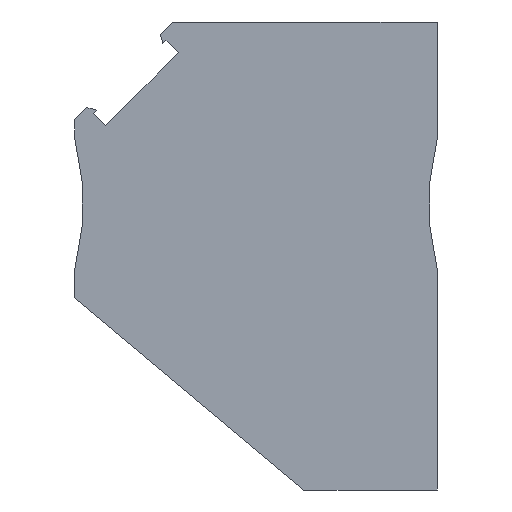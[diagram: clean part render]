
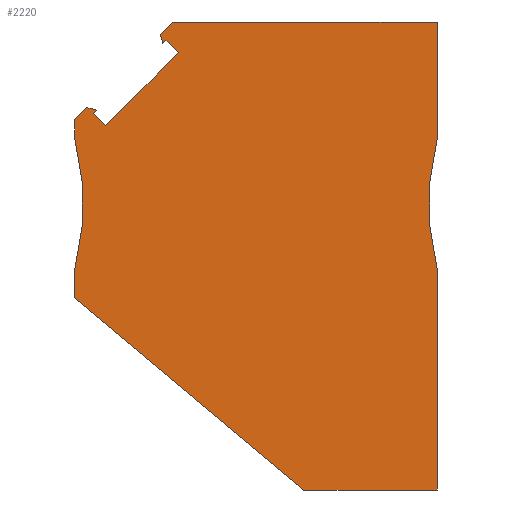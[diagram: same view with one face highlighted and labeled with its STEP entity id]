
A CAD part, left-side view. The second image highlights one B-rep face of the part: STEP entity #2220.
In plain terms, the highlighted face is planar.
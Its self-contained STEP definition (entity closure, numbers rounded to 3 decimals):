
#60=CARTESIAN_POINT('',(89.712,-19.119,43.22));
#70=DIRECTION('',(-0.707,0.707,0.));
#80=VECTOR('',#70,1.);
#90=LINE('',#60,#80);
#100=CARTESIAN_POINT('',(8.074,62.519,43.22));
#110=VERTEX_POINT('',#100);
#120=CARTESIAN_POINT('',(7.882,62.711,43.22));
#130=VERTEX_POINT('',#120);
#140=EDGE_CURVE('',#110,#130,#90,.T.);
#530=CARTESIAN_POINT('',(-5.971,63.85,43.22));
#540=DIRECTION('',(1.,0.,0.));
#550=VECTOR('',#540,1.);
#560=LINE('',#530,#550);
#570=CARTESIAN_POINT('',(-8.807,63.85,43.22));
#580=VERTEX_POINT('',#570);
#590=CARTESIAN_POINT('',(7.493,63.85,43.22));
#600=VERTEX_POINT('',#590);
#610=EDGE_CURVE('',#580,#600,#560,.T.);
#950=CARTESIAN_POINT('',(-0.008,40.55,43.22));
#960=DIRECTION('',(0.,0.,1.));
#970=DIRECTION('',(1.,0.,0.));
#980=AXIS2_PLACEMENT_3D('',#950,#960,#970);
#990=PLANE('',#980);
#1000=CARTESIAN_POINT('',(29.493,52.65,43.22));
#1010=DIRECTION('',(0.,0.,1.));
#1020=DIRECTION('',(1.,0.,0.));
#1030=AXIS2_PLACEMENT_3D('',#1000,#1010,#1020);
#1040=CIRCLE('',#1030,16.5);
#1050=CARTESIAN_POINT('',(13.493,56.681,43.22));
#1060=VERTEX_POINT('',#1050);
#1070=CARTESIAN_POINT('',(13.493,48.619,43.22));
#1080=VERTEX_POINT('',#1070);
#1090=EDGE_CURVE('',#1060,#1080,#1040,.T.);
#1100=ORIENTED_EDGE('',*,*,#1090,.T.);
#1110=CARTESIAN_POINT('',(13.493,-19.119,43.22));
#1120=DIRECTION('',(0.,-1.,0.));
#1130=VECTOR('',#1120,1.);
#1140=LINE('',#1110,#1130);
#1150=CARTESIAN_POINT('',(13.493,57.85,43.22));
#1160=VERTEX_POINT('',#1150);
#1170=EDGE_CURVE('',#1160,#1060,#1140,.T.);
#1180=ORIENTED_EDGE('',*,*,#1170,.T.);
#1190=CARTESIAN_POINT('',(90.462,-19.119,43.22));
#1200=DIRECTION('',(0.707,-0.707,0.));
#1210=VECTOR('',#1200,1.);
#1220=LINE('',#1190,#1210);
#1230=CARTESIAN_POINT('',(12.753,58.59,43.22));
#1240=VERTEX_POINT('',#1230);
#1250=EDGE_CURVE('',#1240,#1160,#1220,.T.);
#1260=ORIENTED_EDGE('',*,*,#1250,.T.);
#1270=CARTESIAN_POINT('',(-5.971,53.573,43.22));
#1280=DIRECTION('',(0.966,0.259,0.));
#1290=VECTOR('',#1280,1.);
#1300=LINE('',#1270,#1290);
#1310=CARTESIAN_POINT('',(12.162,58.432,43.22));
#1320=VERTEX_POINT('',#1310);
#1330=EDGE_CURVE('',#1320,#1240,#1300,.T.);
#1340=ORIENTED_EDGE('',*,*,#1330,.T.);
#1350=CARTESIAN_POINT('',(89.712,-19.119,43.22));
#1360=DIRECTION('',(-0.707,0.707,0.));
#1370=VECTOR('',#1360,1.);
#1380=LINE('',#1350,#1370);
#1390=CARTESIAN_POINT('',(12.354,58.239,43.22));
#1400=VERTEX_POINT('',#1390);
#1410=EDGE_CURVE('',#1400,#1320,#1380,.T.);
#1420=ORIENTED_EDGE('',*,*,#1410,.T.);
#1430=CARTESIAN_POINT('',(-65.004,-19.119,43.22));
#1440=DIRECTION('',(0.707,0.707,0.));
#1450=VECTOR('',#1440,1.);
#1460=LINE('',#1430,#1450);
#1470=CARTESIAN_POINT('',(11.598,57.482,43.22));
#1480=VERTEX_POINT('',#1470);
#1490=EDGE_CURVE('',#1480,#1400,#1460,.T.);
#1500=ORIENTED_EDGE('',*,*,#1490,.T.);
#1510=CARTESIAN_POINT('',(88.199,-19.119,43.22));
#1520=DIRECTION('',(0.707,-0.707,0.));
#1530=VECTOR('',#1520,1.);
#1540=LINE('',#1510,#1530);
#1550=CARTESIAN_POINT('',(7.125,61.955,43.22));
#1560=VERTEX_POINT('',#1550);
#1570=EDGE_CURVE('',#1560,#1480,#1540,.T.);
#1580=ORIENTED_EDGE('',*,*,#1570,.T.);
#1590=CARTESIAN_POINT('',(-73.949,-19.119,43.22));
#1600=DIRECTION('',(-0.707,-0.707,0.));
#1610=VECTOR('',#1600,1.);
#1620=LINE('',#1590,#1610);
#1630=EDGE_CURVE('',#130,#1560,#1620,.T.);
#1640=ORIENTED_EDGE('',*,*,#1630,.T.);
#1650=ORIENTED_EDGE('',*,*,#140,.T.);
#1660=CARTESIAN_POINT('',(-13.8,-19.119,43.22));
#1670=DIRECTION('',(-0.259,-0.966,0.));
#1680=VECTOR('',#1670,1.);
#1690=LINE('',#1660,#1680);
#1700=CARTESIAN_POINT('',(8.233,63.11,43.22));
#1710=VERTEX_POINT('',#1700);
#1720=EDGE_CURVE('',#1710,#110,#1690,.T.);
#1730=ORIENTED_EDGE('',*,*,#1720,.T.);
#1740=CARTESIAN_POINT('',(90.462,-19.119,43.22));
#1750=DIRECTION('',(0.707,-0.707,0.));
#1760=VECTOR('',#1750,1.);
#1770=LINE('',#1740,#1760);
#1780=EDGE_CURVE('',#600,#1710,#1770,.T.);
#1790=ORIENTED_EDGE('',*,*,#1780,.T.);
#1800=ORIENTED_EDGE('',*,*,#610,.T.);
#1810=CARTESIAN_POINT('',(-8.807,-19.119,43.22));
#1820=DIRECTION('',(0.,-1.,0.));
#1830=VECTOR('',#1820,1.);
#1840=LINE('',#1810,#1830);
#1850=CARTESIAN_POINT('',(-8.807,56.681,43.22));
#1860=VERTEX_POINT('',#1850);
#1870=EDGE_CURVE('',#580,#1860,#1840,.T.);
#1880=ORIENTED_EDGE('',*,*,#1870,.F.);
#1890=CARTESIAN_POINT('',(-24.807,52.65,43.22));
#1900=DIRECTION('',(0.,0.,1.));
#1910=DIRECTION('',(1.,0.,0.));
#1920=AXIS2_PLACEMENT_3D('',#1890,#1900,#1910);
#1930=CIRCLE('',#1920,16.5);
#1940=CARTESIAN_POINT('',(-8.807,48.619,43.22));
#1950=VERTEX_POINT('',#1940);
#1960=EDGE_CURVE('',#1950,#1860,#1930,.T.);
#1970=ORIENTED_EDGE('',*,*,#1960,.T.);
#1980=CARTESIAN_POINT('',(-8.807,35.05,43.22));
#1990=VERTEX_POINT('',#1980);
#2000=EDGE_CURVE('',#1950,#1990,#1840,.T.);
#2010=ORIENTED_EDGE('',*,*,#2000,.F.);
#2020=CARTESIAN_POINT('',(-5.971,35.05,43.22));
#2030=DIRECTION('',(-1.,0.,0.));
#2040=VECTOR('',#2030,1.);
#2050=LINE('',#2020,#2040);
#2060=CARTESIAN_POINT('',(-0.607,35.05,43.22));
#2070=VERTEX_POINT('',#2060);
#2080=EDGE_CURVE('',#2070,#1990,#2050,.T.);
#2090=ORIENTED_EDGE('',*,*,#2080,.T.);
#2100=CARTESIAN_POINT('',(-5.971,30.549,43.22));
#2110=DIRECTION('',(-0.766,-0.643,0.));
#2120=VECTOR('',#2110,1.);
#2130=LINE('',#2100,#2120);
#2140=CARTESIAN_POINT('',(13.493,46.881,43.22));
#2150=VERTEX_POINT('',#2140);
#2160=EDGE_CURVE('',#2150,#2070,#2130,.T.);
#2170=ORIENTED_EDGE('',*,*,#2160,.T.);
#2180=EDGE_CURVE('',#1080,#2150,#1140,.T.);
#2190=ORIENTED_EDGE('',*,*,#2180,.T.);
#2200=EDGE_LOOP('',(#2190,#2170,#2090,#2010,#1970,#1880,#1800,#1790,
#1730,#1650,#1640,#1580,#1500,#1420,#1340,#1260,#1180,#1100));
#2210=FACE_OUTER_BOUND('',#2200,.T.);
#2220=ADVANCED_FACE('',(#2210),#990,.F.);
